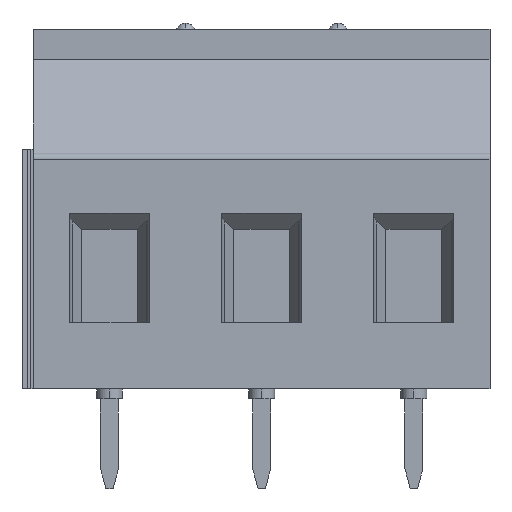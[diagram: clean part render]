
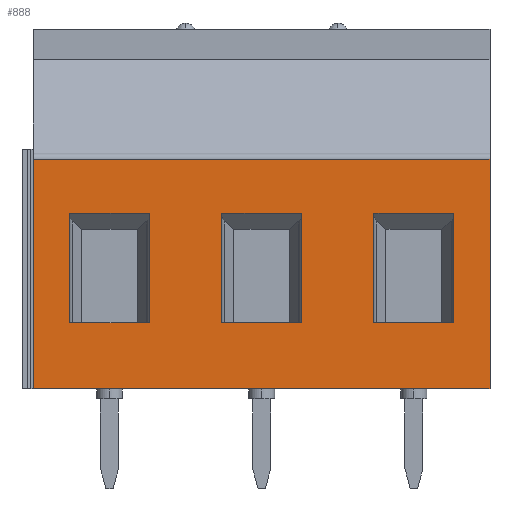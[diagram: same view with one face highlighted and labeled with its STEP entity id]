
A CAD part, front view. The second image highlights one B-rep face of the part: STEP entity #888.
In plain terms, the highlighted planar face has unit normal (0, -1, 0).
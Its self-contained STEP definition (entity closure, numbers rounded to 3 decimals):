
#230 = EDGE_CURVE('',#231,#233,#235,.T.);
#231 = VERTEX_POINT('',#232);
#232 = CARTESIAN_POINT('',(-5.941,-2.923,
    -0.085));
#233 = VERTEX_POINT('',#234);
#234 = CARTESIAN_POINT('',(5.946,-2.923,
    -0.085));
#235 = LINE('',#236,#237);
#236 = CARTESIAN_POINT('',(3.923,-2.923,
    -0.085));
#237 = VECTOR('',#238,1.);
#238 = DIRECTION('',(1.,0.,0.));
#888 = ADVANCED_FACE('',(#889,#914,#948,#982),#1016,.T.);
#889 = FACE_BOUND('',#890,.T.);
#890 = EDGE_LOOP('',(#891,#901,#907,#908));
#891 = ORIENTED_EDGE('',*,*,#892,.F.);
#892 = EDGE_CURVE('',#893,#895,#897,.T.);
#893 = VERTEX_POINT('',#894);
#894 = CARTESIAN_POINT('',(-5.941,-2.923,5.895));
#895 = VERTEX_POINT('',#896);
#896 = CARTESIAN_POINT('',(5.946,-2.923,5.895));
#897 = LINE('',#898,#899);
#898 = CARTESIAN_POINT('',(3.923,-2.923,5.895));
#899 = VECTOR('',#900,1.);
#900 = DIRECTION('',(1.,0.,0.));
#901 = ORIENTED_EDGE('',*,*,#902,.T.);
#902 = EDGE_CURVE('',#893,#231,#903,.T.);
#903 = LINE('',#904,#905);
#904 = CARTESIAN_POINT('',(-5.941,-2.923,
    -39.337));
#905 = VECTOR('',#906,1.);
#906 = DIRECTION('',(0.,0.,-1.));
#907 = ORIENTED_EDGE('',*,*,#230,.T.);
#908 = ORIENTED_EDGE('',*,*,#909,.T.);
#909 = EDGE_CURVE('',#233,#895,#910,.T.);
#910 = LINE('',#911,#912);
#911 = CARTESIAN_POINT('',(5.946,-2.923,
    -39.337));
#912 = VECTOR('',#913,1.);
#913 = DIRECTION('',(0.,0.,1.));
#914 = FACE_BOUND('',#915,.T.);
#915 = EDGE_LOOP('',(#916,#926,#934,#942));
#916 = ORIENTED_EDGE('',*,*,#917,.T.);
#917 = EDGE_CURVE('',#918,#920,#922,.T.);
#918 = VERTEX_POINT('',#919);
#919 = CARTESIAN_POINT('',(2.925,-2.923,4.491));
#920 = VERTEX_POINT('',#921);
#921 = CARTESIAN_POINT('',(5.005,-2.923,4.491));
#922 = LINE('',#923,#924);
#923 = CARTESIAN_POINT('',(3.923,-2.923,4.491));
#924 = VECTOR('',#925,1.);
#925 = DIRECTION('',(1.,0.,0.));
#926 = ORIENTED_EDGE('',*,*,#927,.T.);
#927 = EDGE_CURVE('',#920,#928,#930,.T.);
#928 = VERTEX_POINT('',#929);
#929 = CARTESIAN_POINT('',(5.005,-2.923,1.631));
#930 = LINE('',#931,#932);
#931 = CARTESIAN_POINT('',(5.005,-2.923,
    -39.337));
#932 = VECTOR('',#933,1.);
#933 = DIRECTION('',(0.,0.,-1.));
#934 = ORIENTED_EDGE('',*,*,#935,.F.);
#935 = EDGE_CURVE('',#936,#928,#938,.T.);
#936 = VERTEX_POINT('',#937);
#937 = CARTESIAN_POINT('',(2.925,-2.923,1.631));
#938 = LINE('',#939,#940);
#939 = CARTESIAN_POINT('',(3.923,-2.923,1.631));
#940 = VECTOR('',#941,1.);
#941 = DIRECTION('',(1.,0.,0.));
#942 = ORIENTED_EDGE('',*,*,#943,.T.);
#943 = EDGE_CURVE('',#936,#918,#944,.T.);
#944 = LINE('',#945,#946);
#945 = CARTESIAN_POINT('',(2.925,-2.923,
    -39.337));
#946 = VECTOR('',#947,1.);
#947 = DIRECTION('',(0.,0.,1.));
#948 = FACE_BOUND('',#949,.T.);
#949 = EDGE_LOOP('',(#950,#960,#968,#976));
#950 = ORIENTED_EDGE('',*,*,#951,.F.);
#951 = EDGE_CURVE('',#952,#954,#956,.T.);
#952 = VERTEX_POINT('',#953);
#953 = CARTESIAN_POINT('',(-1.037,-2.923,1.631));
#954 = VERTEX_POINT('',#955);
#955 = CARTESIAN_POINT('',(1.043,-2.923,1.631));
#956 = LINE('',#957,#958);
#957 = CARTESIAN_POINT('',(2.603,-2.923,1.631));
#958 = VECTOR('',#959,1.);
#959 = DIRECTION('',(1.,0.,0.));
#960 = ORIENTED_EDGE('',*,*,#961,.T.);
#961 = EDGE_CURVE('',#952,#962,#964,.T.);
#962 = VERTEX_POINT('',#963);
#963 = CARTESIAN_POINT('',(-1.037,-2.923,4.491));
#964 = LINE('',#965,#966);
#965 = CARTESIAN_POINT('',(-1.037,-2.923,
    -39.337));
#966 = VECTOR('',#967,1.);
#967 = DIRECTION('',(0.,0.,1.));
#968 = ORIENTED_EDGE('',*,*,#969,.T.);
#969 = EDGE_CURVE('',#962,#970,#972,.T.);
#970 = VERTEX_POINT('',#971);
#971 = CARTESIAN_POINT('',(1.043,-2.923,4.491));
#972 = LINE('',#973,#974);
#973 = CARTESIAN_POINT('',(2.603,-2.923,4.491));
#974 = VECTOR('',#975,1.);
#975 = DIRECTION('',(1.,0.,0.));
#976 = ORIENTED_EDGE('',*,*,#977,.T.);
#977 = EDGE_CURVE('',#970,#954,#978,.T.);
#978 = LINE('',#979,#980);
#979 = CARTESIAN_POINT('',(1.043,-2.923,
    -39.337));
#980 = VECTOR('',#981,1.);
#981 = DIRECTION('',(0.,0.,-1.));
#982 = FACE_BOUND('',#983,.T.);
#983 = EDGE_LOOP('',(#984,#994,#1002,#1010));
#984 = ORIENTED_EDGE('',*,*,#985,.T.);
#985 = EDGE_CURVE('',#986,#988,#990,.T.);
#986 = VERTEX_POINT('',#987);
#987 = CARTESIAN_POINT('',(-5.,-2.923,4.491));
#988 = VERTEX_POINT('',#989);
#989 = CARTESIAN_POINT('',(-2.92,-2.923,4.491));
#990 = LINE('',#991,#992);
#991 = CARTESIAN_POINT('',(-1.36,-2.923,4.491));
#992 = VECTOR('',#993,1.);
#993 = DIRECTION('',(1.,0.,0.));
#994 = ORIENTED_EDGE('',*,*,#995,.T.);
#995 = EDGE_CURVE('',#988,#996,#998,.T.);
#996 = VERTEX_POINT('',#997);
#997 = CARTESIAN_POINT('',(-2.92,-2.923,1.631));
#998 = LINE('',#999,#1000);
#999 = CARTESIAN_POINT('',(-2.92,-2.923,
    -39.337));
#1000 = VECTOR('',#1001,1.);
#1001 = DIRECTION('',(0.,0.,-1.));
#1002 = ORIENTED_EDGE('',*,*,#1003,.F.);
#1003 = EDGE_CURVE('',#1004,#996,#1006,.T.);
#1004 = VERTEX_POINT('',#1005);
#1005 = CARTESIAN_POINT('',(-5.,-2.923,1.631));
#1006 = LINE('',#1007,#1008);
#1007 = CARTESIAN_POINT('',(-1.36,-2.923,1.631));
#1008 = VECTOR('',#1009,1.);
#1009 = DIRECTION('',(1.,0.,0.));
#1010 = ORIENTED_EDGE('',*,*,#1011,.T.);
#1011 = EDGE_CURVE('',#1004,#986,#1012,.T.);
#1012 = LINE('',#1013,#1014);
#1013 = CARTESIAN_POINT('',(-5.,-2.923,
    -39.337));
#1014 = VECTOR('',#1015,1.);
#1015 = DIRECTION('',(0.,0.,1.));
#1016 = PLANE('',#1017);
#1017 = AXIS2_PLACEMENT_3D('',#1018,#1019,#1020);
#1018 = CARTESIAN_POINT('',(0.003,-2.923,5.895)
  );
#1019 = DIRECTION('',(0.,-1.,0.));
#1020 = DIRECTION('',(0.,0.,1.));
